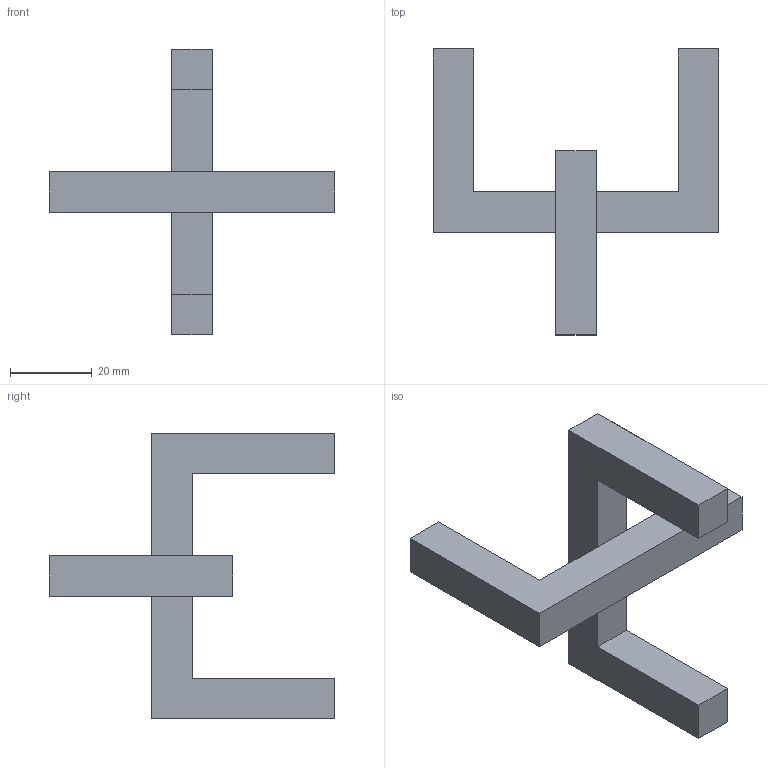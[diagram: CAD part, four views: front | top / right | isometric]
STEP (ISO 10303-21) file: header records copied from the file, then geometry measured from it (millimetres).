
FILE_DESCRIPTION (( 'STEP AP203' ), '1' );
FILE_NAME ('u_shapeassem.STEP', '2017-12-30T02:44:29', ( '' ), ( '' ), 'SwSTEP 2.0', 'SolidWorks 2016', '' );
FILE_SCHEMA (( 'CONFIG_CONTROL_DESIGN' ));
Length unit declared in the file: millimetre
Products named in the file (2): u_shapeassem; u_shape
Assembly tree (2 placements, depth 2):
  u_shapeassem
    u_shape  x2
Bounding box: 70 x 70 x 70 mm (x, y, z)
Volume: 28000 mm3; surface area: 11600 mm2
Topology: 2 solids, 2 shells, 20 faces, 48 edges, 32 vertices
Faces by surface type: plane 20
Entity records: 516 total; most frequent: CARTESIAN_POINT 55, DIRECTION 54, ORIENTED_EDGE 48, EDGE_CURVE 24, LINE 24, VECTOR 24, PERSON_AND_ORGANIZATION 18, VERTEX_POINT 16
